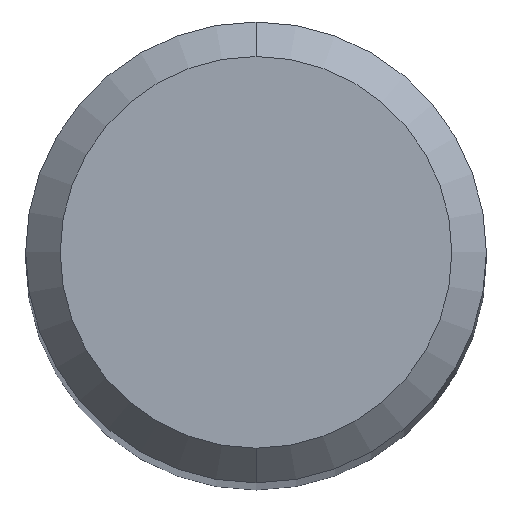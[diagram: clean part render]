
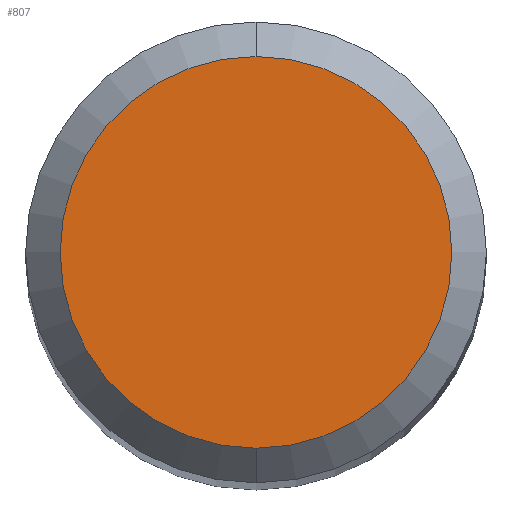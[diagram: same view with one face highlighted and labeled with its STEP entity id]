
A CAD part, top view. The second image highlights one B-rep face of the part: STEP entity #807.
In plain terms, the highlighted planar face has unit normal (0, 0, 1).
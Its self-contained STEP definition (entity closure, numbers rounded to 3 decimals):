
#381=VERTEX_POINT('',#981);
#549=EDGE_CURVE('',#591,#381,#1160,.T.);
#591=VERTEX_POINT('',#1206);
#807=ADVANCED_FACE('',(#1450),#1451,.T.);
#811=EDGE_CURVE('',#381,#591,#1455,.T.);
#981=CARTESIAN_POINT('',(0.,-1.7,0.0));
#1160=CIRCLE('',#2944,1.7);
#1206=CARTESIAN_POINT('',(0.0,1.7,0.0));
#1450=FACE_OUTER_BOUND('',#5422,.T.);
#1451=PLANE('',#5423);
#1455=CIRCLE('',#5430,1.7);
#2944=AXIS2_PLACEMENT_3D('',#6110,#6111,#6112);
#5422=EDGE_LOOP('',(#6493,#6494));
#5423=AXIS2_PLACEMENT_3D('',#6495,#6496,#6497);
#5430=AXIS2_PLACEMENT_3D('',#6499,#6500,#6501);
#6110=CARTESIAN_POINT('',(0.0,0.0,0.0));
#6111=DIRECTION('',(0.0,0.0,-1.0));
#6112=DIRECTION('',(0.0,1.0,0.0));
#6493=ORIENTED_EDGE('',*,*,#549,.F.);
#6494=ORIENTED_EDGE('',*,*,#811,.F.);
#6495=CARTESIAN_POINT('',(0.0,0.85,0.0));
#6496=DIRECTION('',(-0.0,0.0,1.0));
#6497=DIRECTION('',(0.0,-1.0,0.0));
#6499=CARTESIAN_POINT('',(0.0,0.0,0.0));
#6500=DIRECTION('',(0.0,0.0,-1.0));
#6501=DIRECTION('',(0.0,1.0,0.0));
